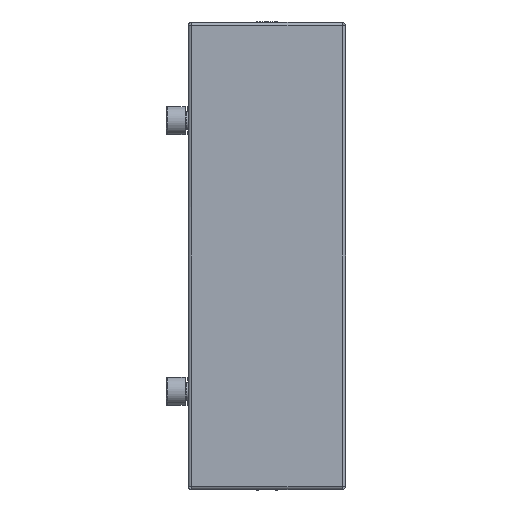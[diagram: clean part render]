
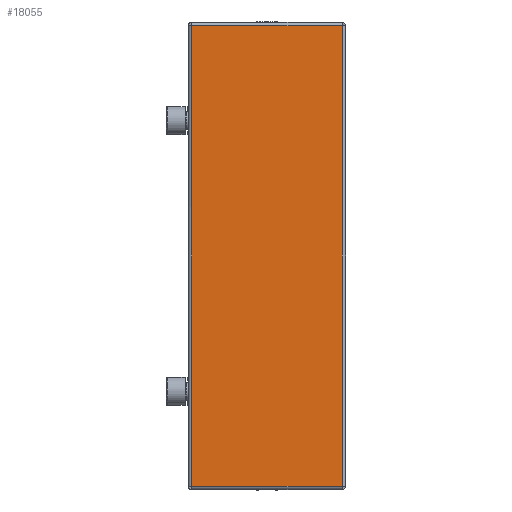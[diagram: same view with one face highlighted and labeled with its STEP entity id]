
A CAD part, left-side view. The second image highlights one B-rep face of the part: STEP entity #18055.
In plain terms, the highlighted face is planar.
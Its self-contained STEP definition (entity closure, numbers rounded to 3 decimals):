
#413 = EDGE_LOOP ( 'NONE', ( #14739, #14748, #14759, #14768 ) ) ;
#2637 = VECTOR ( 'NONE', #11706, 1000. ) ;
#2638 = VECTOR ( 'NONE', #11710, 1000. ) ;
#2640 = VECTOR ( 'NONE', #11716, 1000. ) ;
#2643 = VECTOR ( 'NONE', #11713, 1000. ) ;
#3912 = CARTESIAN_POINT ( 'NONE',  ( -148., -48.5, 2. ) ) ;
#3920 = FACE_OUTER_BOUND ( 'NONE', #413, .T. ) ;
#3921 = PLANE ( 'NONE',  #7259 ) ;
#3923 = DIRECTION ( 'NONE',  ( 0., 0., 1. ) ) ;
#3924 = DIRECTION ( 'NONE',  ( 1., 0., 0. ) ) ;
#5539 = CARTESIAN_POINT ( 'NONE',  ( 147.9, 48.4, 2. ) ) ;
#5551 = CARTESIAN_POINT ( 'NONE',  ( 147.9, -48.4, 2. ) ) ;
#5554 = CARTESIAN_POINT ( 'NONE',  ( -147.9, -48.4, 2. ) ) ;
#5600 = CARTESIAN_POINT ( 'NONE',  ( -147.9, 48.4, 2. ) ) ;
#7259 = AXIS2_PLACEMENT_3D ( 'NONE', #3912, #3923, #3924 ) ;
#9045 = EDGE_CURVE ( 'NONE', #20191, #20244, #11719, .T. ) ;
#9046 = EDGE_CURVE ( 'NONE', #20192, #20191, #11739, .T. ) ;
#9047 = EDGE_CURVE ( 'NONE', #20195, #20192, #11712, .T. ) ;
#9048 = EDGE_CURVE ( 'NONE', #20244, #20195, #11709, .T. ) ;
#11706 = DIRECTION ( 'NONE',  ( 0., -1., 0. ) ) ;
#11708 = CARTESIAN_POINT ( 'NONE',  ( -147.9, 48.5, 2. ) ) ;
#11709 = LINE ( 'NONE', #11708, #2637 ) ;
#11710 = DIRECTION ( 'NONE',  ( 1., 0., 0. ) ) ;
#11711 = CARTESIAN_POINT ( 'NONE',  ( -147.9, -48.4, 2. ) ) ;
#11712 = LINE ( 'NONE', #11711, #2638 ) ;
#11713 = DIRECTION ( 'NONE',  ( 0., 1., 0. ) ) ;
#11715 = CARTESIAN_POINT ( 'NONE',  ( 147.9, -48.5, 2. ) ) ;
#11716 = DIRECTION ( 'NONE',  ( -1., 0., 0. ) ) ;
#11717 = CARTESIAN_POINT ( 'NONE',  ( 147.9, 48.4, 2. ) ) ;
#11719 = LINE ( 'NONE', #11717, #2640 ) ;
#11739 = LINE ( 'NONE', #11715, #2643 ) ;
#14739 = ORIENTED_EDGE ( 'NONE', *, *, #9048, .T. ) ;
#14748 = ORIENTED_EDGE ( 'NONE', *, *, #9047, .T. ) ;
#14759 = ORIENTED_EDGE ( 'NONE', *, *, #9046, .T. ) ;
#14768 = ORIENTED_EDGE ( 'NONE', *, *, #9045, .T. ) ;
#18055 = ADVANCED_FACE ( 'NONE', ( #3920 ), #3921, .T. ) ;
#20191 = VERTEX_POINT ( 'NONE', #5539 ) ;
#20192 = VERTEX_POINT ( 'NONE', #5551 ) ;
#20195 = VERTEX_POINT ( 'NONE', #5554 ) ;
#20244 = VERTEX_POINT ( 'NONE', #5600 ) ;
